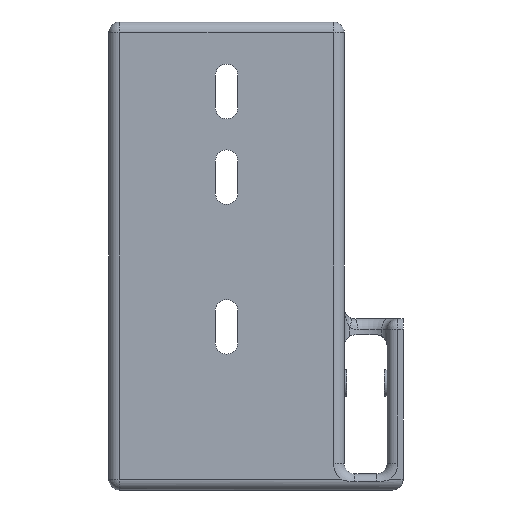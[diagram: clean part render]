
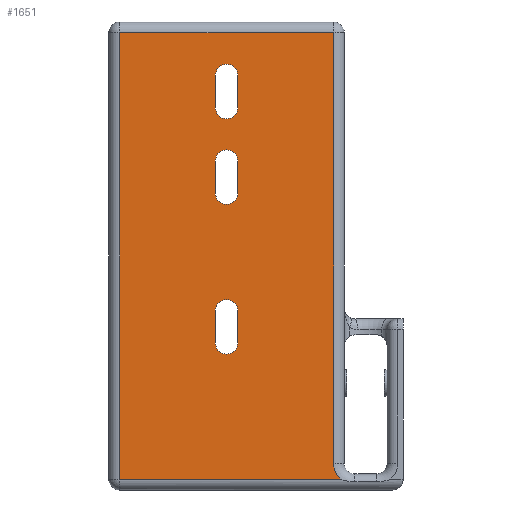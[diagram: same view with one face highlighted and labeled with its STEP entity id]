
A CAD part, front view. The second image highlights one B-rep face of the part: STEP entity #1651.
In plain terms, the highlighted planar face has unit normal (0, -1, 0).
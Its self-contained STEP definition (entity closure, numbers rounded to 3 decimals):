
#83=LINE('',#2632,#210);
#89=LINE('',#2681,#216);
#91=LINE('',#2684,#218);
#98=LINE('',#2695,#225);
#129=LINE('',#2860,#256);
#130=LINE('',#2864,#257);
#131=LINE('',#2868,#258);
#132=LINE('',#2872,#259);
#133=LINE('',#2876,#260);
#134=LINE('',#2880,#261);
#210=VECTOR('',#2049,10.);
#216=VECTOR('',#2085,10.);
#218=VECTOR('',#2089,10.);
#225=VECTOR('',#2104,10.);
#256=VECTOR('',#2219,10.);
#257=VECTOR('',#2222,10.);
#258=VECTOR('',#2225,10.);
#259=VECTOR('',#2228,10.);
#260=VECTOR('',#2231,10.);
#261=VECTOR('',#2234,10.);
#378=FACE_BOUND('',#547,.T.);
#379=FACE_BOUND('',#548,.T.);
#380=FACE_BOUND('',#549,.T.);
#441=FACE_OUTER_BOUND('',#546,.T.);
#546=EDGE_LOOP('',(#1312,#1313,#1314,#1315,#1316));
#547=EDGE_LOOP('',(#1317,#1318,#1319,#1320));
#548=EDGE_LOOP('',(#1321,#1322,#1323,#1324));
#549=EDGE_LOOP('',(#1325,#1326,#1327,#1328));
#650=CIRCLE('',#1779,4.);
#678=CIRCLE('',#1839,2.1);
#679=CIRCLE('',#1840,2.1);
#680=CIRCLE('',#1841,2.1);
#681=CIRCLE('',#1842,2.1);
#682=CIRCLE('',#1843,2.1);
#683=CIRCLE('',#1844,2.1);
#739=VERTEX_POINT('',#2604);
#745=VERTEX_POINT('',#2621);
#748=VERTEX_POINT('',#2628);
#750=VERTEX_POINT('',#2634);
#757=VERTEX_POINT('',#2676);
#795=VERTEX_POINT('',#2858);
#796=VERTEX_POINT('',#2859);
#797=VERTEX_POINT('',#2861);
#798=VERTEX_POINT('',#2863);
#799=VERTEX_POINT('',#2866);
#800=VERTEX_POINT('',#2867);
#801=VERTEX_POINT('',#2869);
#802=VERTEX_POINT('',#2871);
#803=VERTEX_POINT('',#2874);
#804=VERTEX_POINT('',#2875);
#805=VERTEX_POINT('',#2877);
#806=VERTEX_POINT('',#2879);
#907=EDGE_CURVE('',#745,#748,#83,.T.);
#910=EDGE_CURVE('',#748,#750,#650,.T.);
#924=EDGE_CURVE('',#739,#757,#89,.T.);
#926=EDGE_CURVE('',#757,#745,#91,.T.);
#933=EDGE_CURVE('',#750,#739,#98,.T.);
#991=EDGE_CURVE('',#795,#796,#129,.T.);
#992=EDGE_CURVE('',#796,#797,#678,.T.);
#993=EDGE_CURVE('',#797,#798,#130,.T.);
#994=EDGE_CURVE('',#798,#795,#679,.T.);
#995=EDGE_CURVE('',#799,#800,#131,.T.);
#996=EDGE_CURVE('',#800,#801,#680,.T.);
#997=EDGE_CURVE('',#801,#802,#132,.T.);
#998=EDGE_CURVE('',#802,#799,#681,.T.);
#999=EDGE_CURVE('',#803,#804,#133,.T.);
#1000=EDGE_CURVE('',#804,#805,#682,.T.);
#1001=EDGE_CURVE('',#805,#806,#134,.T.);
#1002=EDGE_CURVE('',#806,#803,#683,.T.);
#1312=ORIENTED_EDGE('',*,*,#924,.F.);
#1313=ORIENTED_EDGE('',*,*,#933,.F.);
#1314=ORIENTED_EDGE('',*,*,#910,.F.);
#1315=ORIENTED_EDGE('',*,*,#907,.F.);
#1316=ORIENTED_EDGE('',*,*,#926,.F.);
#1317=ORIENTED_EDGE('',*,*,#991,.T.);
#1318=ORIENTED_EDGE('',*,*,#992,.T.);
#1319=ORIENTED_EDGE('',*,*,#993,.T.);
#1320=ORIENTED_EDGE('',*,*,#994,.T.);
#1321=ORIENTED_EDGE('',*,*,#995,.T.);
#1322=ORIENTED_EDGE('',*,*,#996,.T.);
#1323=ORIENTED_EDGE('',*,*,#997,.T.);
#1324=ORIENTED_EDGE('',*,*,#998,.T.);
#1325=ORIENTED_EDGE('',*,*,#999,.T.);
#1326=ORIENTED_EDGE('',*,*,#1000,.T.);
#1327=ORIENTED_EDGE('',*,*,#1001,.T.);
#1328=ORIENTED_EDGE('',*,*,#1002,.T.);
#1578=PLANE('',#1838);
#1651=ADVANCED_FACE('',(#441,#378,#379,#380),#1578,.F.);
#1779=AXIS2_PLACEMENT_3D('',#2646,#2054,#2055);
#1838=AXIS2_PLACEMENT_3D('',#2857,#2217,#2218);
#1839=AXIS2_PLACEMENT_3D('',#2862,#2220,#2221);
#1840=AXIS2_PLACEMENT_3D('',#2865,#2223,#2224);
#1841=AXIS2_PLACEMENT_3D('',#2870,#2226,#2227);
#1842=AXIS2_PLACEMENT_3D('',#2873,#2229,#2230);
#1843=AXIS2_PLACEMENT_3D('',#2878,#2232,#2233);
#1844=AXIS2_PLACEMENT_3D('',#2881,#2235,#2236);
#2049=DIRECTION('',(0.,0.,-1.));
#2054=DIRECTION('center_axis',(0.,-1.,0.));
#2055=DIRECTION('ref_axis',(-0.707,0.,-0.707));
#2085=DIRECTION('',(0.,0.,1.));
#2089=DIRECTION('',(1.,0.,0.));
#2104=DIRECTION('',(-1.,0.,0.));
#2217=DIRECTION('center_axis',(0.,1.,0.));
#2218=DIRECTION('ref_axis',(-1.,0.,0.));
#2219=DIRECTION('',(0.,0.,-1.));
#2220=DIRECTION('center_axis',(0.,1.,0.));
#2221=DIRECTION('ref_axis',(1.,0.,0.));
#2222=DIRECTION('',(0.,0.,1.));
#2223=DIRECTION('center_axis',(0.,1.,0.));
#2224=DIRECTION('ref_axis',(-1.,0.,0.));
#2225=DIRECTION('',(0.,0.,1.));
#2226=DIRECTION('center_axis',(0.,1.,0.));
#2227=DIRECTION('ref_axis',(-1.,0.,0.));
#2228=DIRECTION('',(0.,0.,-1.));
#2229=DIRECTION('center_axis',(0.,1.,0.));
#2230=DIRECTION('ref_axis',(1.,0.,0.));
#2231=DIRECTION('',(0.,0.,-1.));
#2232=DIRECTION('center_axis',(0.,1.,0.));
#2233=DIRECTION('ref_axis',(1.,0.,0.));
#2234=DIRECTION('',(0.,0.,1.));
#2235=DIRECTION('center_axis',(0.,1.,0.));
#2236=DIRECTION('ref_axis',(-1.,0.,0.));
#2604=CARTESIAN_POINT('',(-38.,-2.,-15.));
#2621=CARTESIAN_POINT('',(2.,-2.,68.5));
#2628=CARTESIAN_POINT('',(2.,-2.,-12.));
#2632=CARTESIAN_POINT('',(2.,-2.,7.5));
#2634=CARTESIAN_POINT('',(3.354,-2.,-15.));
#2646=CARTESIAN_POINT('Origin',(6.,-2.,-12.));
#2676=CARTESIAN_POINT('',(-38.,-2.,68.5));
#2681=CARTESIAN_POINT('',(-38.,-2.,0.));
#2684=CARTESIAN_POINT('',(-9.,-2.,68.5));
#2695=CARTESIAN_POINT('',(1.5,-2.,-15.));
#2857=CARTESIAN_POINT('Origin',(0.,-2.,0.));
#2858=CARTESIAN_POINT('',(-15.9,-2.,44.5));
#2859=CARTESIAN_POINT('',(-15.9,-2.,38.5));
#2860=CARTESIAN_POINT('',(-15.9,-2.,19.25));
#2861=CARTESIAN_POINT('',(-20.1,-2.,38.5));
#2862=CARTESIAN_POINT('Origin',(-18.,-2.,38.5));
#2863=CARTESIAN_POINT('',(-20.1,-2.,44.5));
#2864=CARTESIAN_POINT('',(-20.1,-2.,22.25));
#2865=CARTESIAN_POINT('Origin',(-18.,-2.,44.5));
#2866=CARTESIAN_POINT('',(-20.1,-2.,54.5));
#2867=CARTESIAN_POINT('',(-20.1,-2.,60.5));
#2868=CARTESIAN_POINT('',(-20.1,-2.,30.25));
#2869=CARTESIAN_POINT('',(-15.9,-2.,60.5));
#2870=CARTESIAN_POINT('Origin',(-18.,-2.,60.5));
#2871=CARTESIAN_POINT('',(-15.9,-2.,54.5));
#2872=CARTESIAN_POINT('',(-15.9,-2.,27.25));
#2873=CARTESIAN_POINT('Origin',(-18.,-2.,54.5));
#2874=CARTESIAN_POINT('',(-15.9,-2.,16.5));
#2875=CARTESIAN_POINT('',(-15.9,-2.,10.5));
#2876=CARTESIAN_POINT('',(-15.9,-2.,5.25));
#2877=CARTESIAN_POINT('',(-20.1,-2.,10.5));
#2878=CARTESIAN_POINT('Origin',(-18.,-2.,10.5));
#2879=CARTESIAN_POINT('',(-20.1,-2.,16.5));
#2880=CARTESIAN_POINT('',(-20.1,-2.,8.25));
#2881=CARTESIAN_POINT('Origin',(-18.,-2.,16.5));
